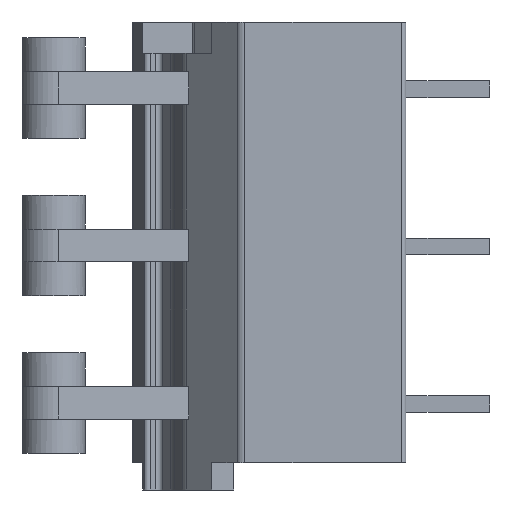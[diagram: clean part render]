
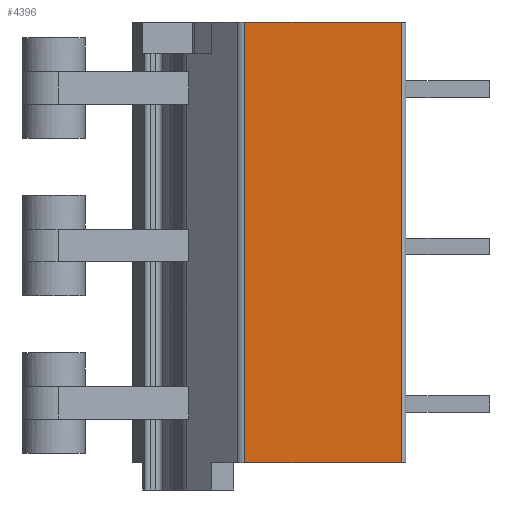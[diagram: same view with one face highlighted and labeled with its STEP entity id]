
A CAD part, left-side view. The second image highlights one B-rep face of the part: STEP entity #4396.
In plain terms, the highlighted planar face has unit normal (-1, 0, 0).
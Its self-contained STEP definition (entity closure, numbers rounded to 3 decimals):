
#30=DIRECTION('',(0.,-1.,0.));
#31=VECTOR('',#30,7.471);
#32=CARTESIAN_POINT('',(0.,7.671,-17.8));
#33=LINE('',#32,#31);
#310=DIRECTION('',(0.,-1.,0.));
#311=VECTOR('',#310,7.471);
#312=CARTESIAN_POINT('',(0.,7.671,3.2));
#313=LINE('',#312,#311);
#387=DIRECTION('',(0.,0.,1.));
#388=VECTOR('',#387,21.);
#389=CARTESIAN_POINT('',(0.,7.671,-17.8));
#390=LINE('',#389,#388);
#391=DIRECTION('',(0.,0.,1.));
#392=VECTOR('',#391,21.);
#393=CARTESIAN_POINT('',(0.,0.2,-17.8));
#394=LINE('',#393,#392);
#3280=CARTESIAN_POINT('',(0.,7.671,-17.8));
#3282=VERTEX_POINT('',#3280);
#3283=CARTESIAN_POINT('',(0.,0.2,-17.8));
#3284=VERTEX_POINT('',#3283);
#3400=CARTESIAN_POINT('',(0.,7.671,3.2));
#3402=VERTEX_POINT('',#3400);
#3403=CARTESIAN_POINT('',(0.,0.2,3.2));
#3404=VERTEX_POINT('',#3403);
#4384=CARTESIAN_POINT('',(0.,7.671,-17.8));
#4385=DIRECTION('',(-1.,0.,0.));
#4386=DIRECTION('',(0.,-1.,0.));
#4387=AXIS2_PLACEMENT_3D('',#4384,#4385,#4386);
#4388=PLANE('',#4387);
#4389=ORIENTED_EDGE('',*,*,#4378,.T.);
#4390=ORIENTED_EDGE('',*,*,#4304,.T.);
#4392=ORIENTED_EDGE('',*,*,#4391,.F.);
#4393=ORIENTED_EDGE('',*,*,#4104,.F.);
#4394=EDGE_LOOP('',(#4389,#4390,#4392,#4393));
#4395=FACE_OUTER_BOUND('',#4394,.F.);
#4396=ADVANCED_FACE('',(#4395),#4388,.T.);
#4104=EDGE_CURVE('',#3282,#3284,#33,.T.);
#4304=EDGE_CURVE('',#3402,#3404,#313,.T.);
#4378=EDGE_CURVE('',#3282,#3402,#390,.T.);
#4391=EDGE_CURVE('',#3284,#3404,#394,.T.);
